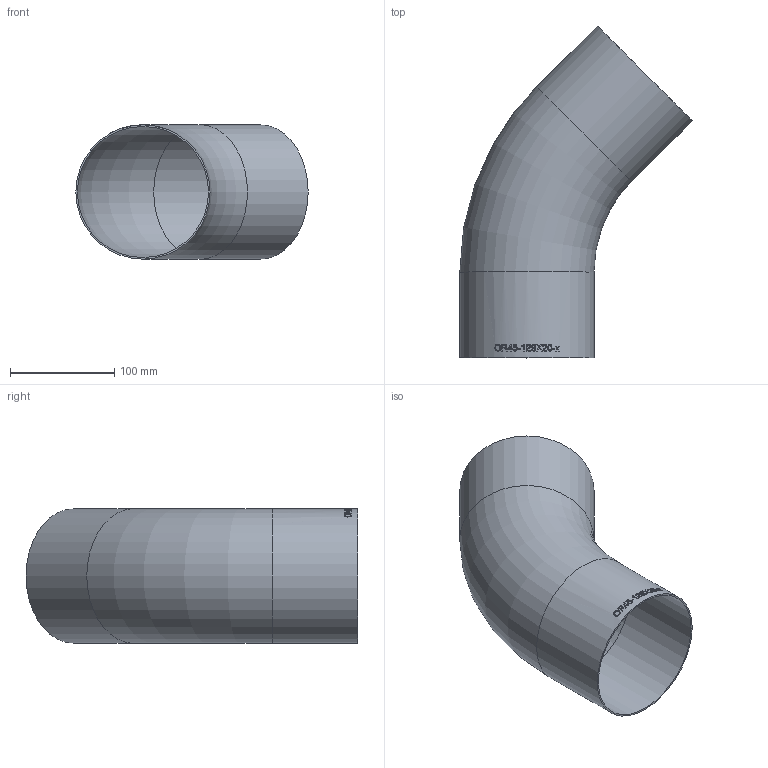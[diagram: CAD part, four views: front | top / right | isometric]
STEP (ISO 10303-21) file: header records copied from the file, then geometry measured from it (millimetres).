
FILE_DESCRIPTION (( 'STEP AP214' ), '1' );
FILE_NAME ('OR45-129X20-x Bogen orbital 45° A 2008.STEP', '2020-08-18T14:01:33', ( '' ), ( '' ), 'SwSTEP 2.0', 'SolidWorks 2019', '' );
FILE_SCHEMA (( 'AUTOMOTIVE_DESIGN' ));
Length unit declared in the file: millimetre
Products named in the file (1): OR45-129X20-x Bogen orbital 45° A 2008
Bounding box: 223.36 x 319.03 x 129 mm (x, y, z)
Volume: 187648 mm3; surface area: 251358.2 mm2
Topology: 1 solids, 1 shells, 27 faces, 175 edges, 167 vertices
Faces by surface type: cylinder 23, torus 2, plane 2
Full cylindrical faces by diameter (mm): 126 x2, 129 x2
Entity records: 4803 total; most frequent: CARTESIAN_POINT 3422, ORIENTED_EDGE 322, VERTEX_POINT 161, EDGE_CURVE 161, DIRECTION 153, B_SPLINE_CURVE_WITH_KNOTS 102, AXIS2_PLACEMENT_3D 67, EDGE_LOOP 52
